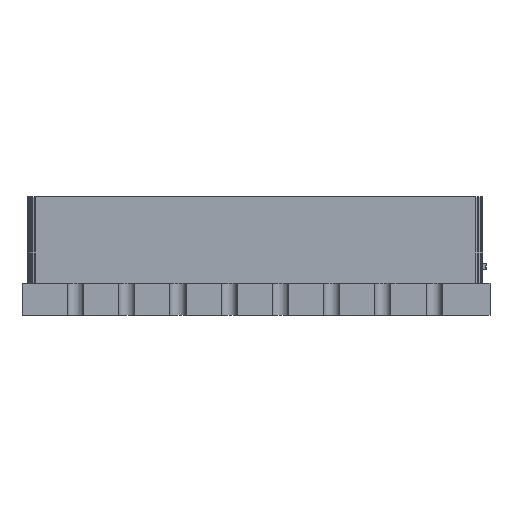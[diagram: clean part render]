
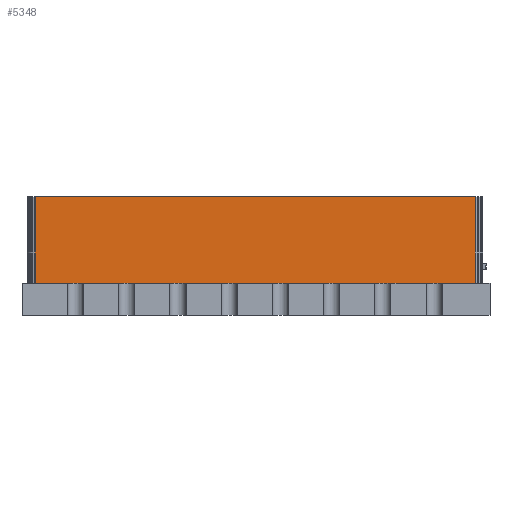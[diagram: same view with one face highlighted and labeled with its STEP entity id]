
A CAD part, front view. The second image highlights one B-rep face of the part: STEP entity #5348.
In plain terms, the highlighted planar face has unit normal (0, -1, 0).
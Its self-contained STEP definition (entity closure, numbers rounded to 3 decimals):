
#5321 = EDGE_CURVE('',#5322,#5324,#5326,.T.);
#5322 = VERTEX_POINT('',#5323);
#5323 = CARTESIAN_POINT('',(-5.447,-5.051,0.));
#5324 = VERTEX_POINT('',#5325);
#5325 = CARTESIAN_POINT('',(-5.447,-5.051,2.15));
#5326 = LINE('',#5327,#5328);
#5327 = CARTESIAN_POINT('',(-5.447,-5.051,0.));
#5328 = VECTOR('',#5329,1.);
#5329 = DIRECTION('',(0.,0.,1.));
#5348 = ADVANCED_FACE('',(#5349),#5374,.T.);
#5349 = FACE_BOUND('',#5350,.T.);
#5350 = EDGE_LOOP('',(#5351,#5361,#5367,#5368));
#5351 = ORIENTED_EDGE('',*,*,#5352,.T.);
#5352 = EDGE_CURVE('',#5353,#5355,#5357,.T.);
#5353 = VERTEX_POINT('',#5354);
#5354 = CARTESIAN_POINT('',(5.452,-5.051,0.));
#5355 = VERTEX_POINT('',#5356);
#5356 = CARTESIAN_POINT('',(5.452,-5.051,2.15));
#5357 = LINE('',#5358,#5359);
#5358 = CARTESIAN_POINT('',(5.452,-5.051,0.));
#5359 = VECTOR('',#5360,1.);
#5360 = DIRECTION('',(0.,0.,1.));
#5361 = ORIENTED_EDGE('',*,*,#5362,.T.);
#5362 = EDGE_CURVE('',#5355,#5324,#5363,.T.);
#5363 = LINE('',#5364,#5365);
#5364 = CARTESIAN_POINT('',(5.452,-5.051,2.15));
#5365 = VECTOR('',#5366,1.);
#5366 = DIRECTION('',(-1.,0.,0.));
#5367 = ORIENTED_EDGE('',*,*,#5321,.F.);
#5368 = ORIENTED_EDGE('',*,*,#5369,.F.);
#5369 = EDGE_CURVE('',#5353,#5322,#5370,.T.);
#5370 = LINE('',#5371,#5372);
#5371 = CARTESIAN_POINT('',(5.452,-5.051,0.));
#5372 = VECTOR('',#5373,1.);
#5373 = DIRECTION('',(-1.,0.,0.));
#5374 = PLANE('',#5375);
#5375 = AXIS2_PLACEMENT_3D('',#5376,#5377,#5378);
#5376 = CARTESIAN_POINT('',(5.452,-5.051,0.));
#5377 = DIRECTION('',(0.,-1.,0.));
#5378 = DIRECTION('',(-1.,0.,0.));
